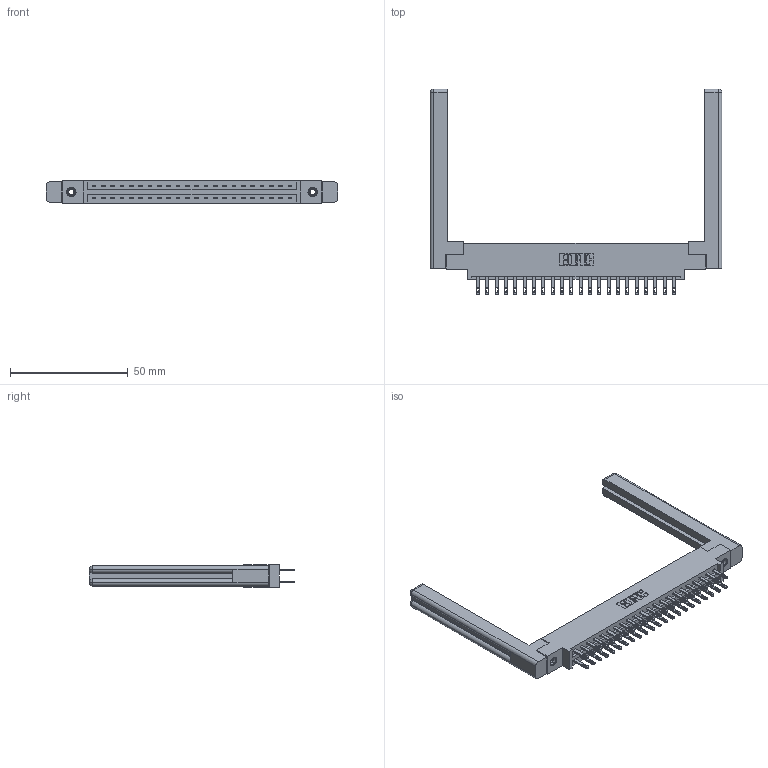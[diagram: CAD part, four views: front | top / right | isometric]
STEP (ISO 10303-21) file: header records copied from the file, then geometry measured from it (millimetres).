
FILE_DESCRIPTION (( 'STEP AP203' ), '1' );
FILE_NAME ('337-044-500-858.STEP', '2019-10-11T13:19:59', ( '' ), ( '' ), 'SwSTEP 2.0', 'SolidWorks 2016', '' );
FILE_SCHEMA (( 'CONFIG_CONTROL_DESIGN' ));
Length unit declared in the file: inch
Products named in the file (5): 337 Part_0.170 Offset - 0.156 Dia-TI; 307-220-058; 345-292-001_345-293-100; 345-250-001_345-250-001-102; 337-044-500-858
Assembly tree (49 placements, depth 2):
  337-044-500-858
    337 Part_0.170 Offset - 0.156 Dia-TI
    345-292-001_345-293-100  x44
    345-250-001_345-250-001-102  x2
    307-220-058  x2
Bounding box: 123.8 x 87.25 x 9.4 mm (x, y, z)
Volume: 19940.1 mm3; surface area: 19916.4 mm2
Topology: 49 solids, 49 shells, 2460 faces, 7409 edges, 4926 vertices
Faces by surface type: plane 1566, cylinder 870, cone 12, torus 12
Entity records: 22340 total; most frequent: CARTESIAN_POINT 3789, ORIENTED_EDGE 3664, DIRECTION 3276, EDGE_CURVE 1832, LINE 1652, VECTOR 1652, VERTEX_POINT 1214, AXIS2_PLACEMENT_3D 812
